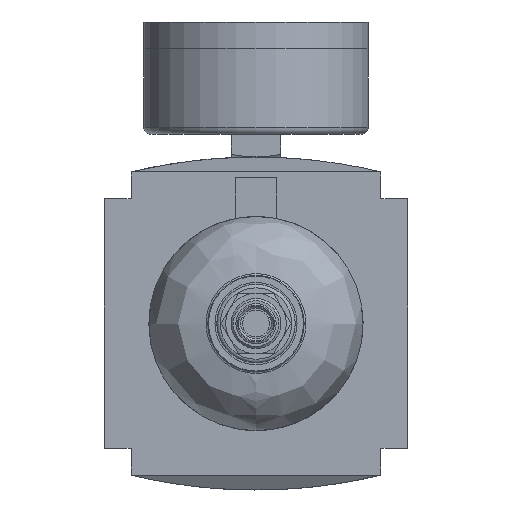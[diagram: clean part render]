
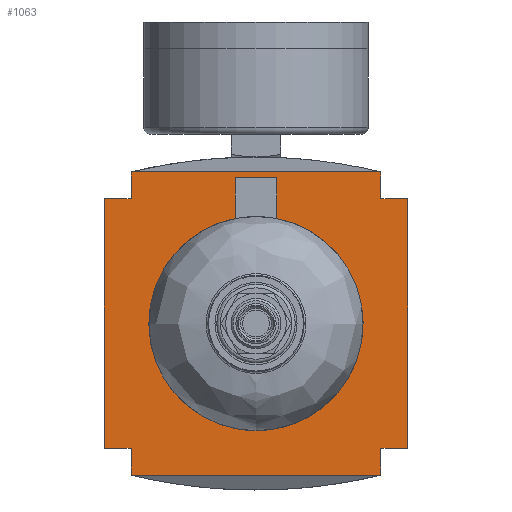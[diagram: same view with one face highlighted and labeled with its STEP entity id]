
A CAD part, front view. The second image highlights one B-rep face of the part: STEP entity #1063.
In plain terms, the highlighted planar face has unit normal (0, -1, 0).
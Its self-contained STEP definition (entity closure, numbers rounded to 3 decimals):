
#1063 = ADVANCED_FACE( '', ( #2461 ), #2462, .F. );
#2461 = FACE_OUTER_BOUND( '', #4234, .T. );
#2462 = PLANE( '', #4235 );
#4234 = EDGE_LOOP( '', ( #7131, #7132, #7133, #7134, #7135, #7136, #7137, #7138, #7139, #7140, #7141, #7142 ) );
#4235 = AXIS2_PLACEMENT_3D( '', #7143, #7144, #7145 );
#7131 = ORIENTED_EDGE( '', *, *, #11352, .F. );
#7132 = ORIENTED_EDGE( '', *, *, #11353, .F. );
#7133 = ORIENTED_EDGE( '', *, *, #11354, .F. );
#7134 = ORIENTED_EDGE( '', *, *, #11355, .T. );
#7135 = ORIENTED_EDGE( '', *, *, #11356, .F. );
#7136 = ORIENTED_EDGE( '', *, *, #11357, .T. );
#7137 = ORIENTED_EDGE( '', *, *, #11173, .F. );
#7138 = ORIENTED_EDGE( '', *, *, #10832, .T. );
#7139 = ORIENTED_EDGE( '', *, *, #10793, .T. );
#7140 = ORIENTED_EDGE( '', *, *, #11358, .F. );
#7141 = ORIENTED_EDGE( '', *, *, #11359, .F. );
#7142 = ORIENTED_EDGE( '', *, *, #11360, .T. );
#7143 = CARTESIAN_POINT( '', ( 0., -51., 103.36 ) );
#7144 = DIRECTION( '', ( 0., 1., 0. ) );
#7145 = DIRECTION( '', ( 0., 0., 1. ) );
#10793 = EDGE_CURVE( '', #13051, #13049, #13052, .T. );
#10832 = EDGE_CURVE( '', #13118, #13051, #13119, .T. );
#11173 = EDGE_CURVE( '', #13118, #13679, #13680, .T. );
#11352 = EDGE_CURVE( '', #13950, #13951, #13952, .T. );
#11353 = EDGE_CURVE( '', #13953, #13950, #13954, .T. );
#11354 = EDGE_CURVE( '', #13955, #13953, #13956, .T. );
#11355 = EDGE_CURVE( '', #13955, #13957, #13958, .T. );
#11356 = EDGE_CURVE( '', #13959, #13957, #13960, .T. );
#11357 = EDGE_CURVE( '', #13959, #13679, #13961, .T. );
#11358 = EDGE_CURVE( '', #13962, #13049, #13963, .T. );
#11359 = EDGE_CURVE( '', #13964, #13962, #13965, .T. );
#11360 = EDGE_CURVE( '', #13964, #13951, #13966, .T. );
#13049 = VERTEX_POINT( '', #16422 );
#13051 = VERTEX_POINT( '', #16425 );
#13052 = LINE( '', #16426, #16427 );
#13118 = VERTEX_POINT( '', #16540 );
#13119 = LINE( '', #16541, #16542 );
#13679 = VERTEX_POINT( '', #17436 );
#13680 = LINE( '', #17437, #17438 );
#13950 = VERTEX_POINT( '', #17989 );
#13951 = VERTEX_POINT( '', #17990 );
#13952 = LINE( '', #17991, #17992 );
#13953 = VERTEX_POINT( '', #17993 );
#13954 = LINE( '', #17994, #17995 );
#13955 = VERTEX_POINT( '', #17996 );
#13956 = LINE( '', #17997, #17998 );
#13957 = VERTEX_POINT( '', #17999 );
#13958 = LINE( '', #18000, #18001 );
#13959 = VERTEX_POINT( '', #18002 );
#13960 = LINE( '', #18003, #18004 );
#13961 = LINE( '', #18005, #18006 );
#13962 = VERTEX_POINT( '', #18007 );
#13963 = LINE( '', #18008, #18009 );
#13964 = VERTEX_POINT( '', #18010 );
#13965 = LINE( '', #18011, #18012 );
#13966 = LINE( '', #18013, #18014 );
#16422 = CARTESIAN_POINT( '', ( -42.5, -51., -35. ) );
#16425 = CARTESIAN_POINT( '', ( -42.5, -51., 35. ) );
#16426 = CARTESIAN_POINT( '', ( -42.5, -51., 35. ) );
#16427 = VECTOR( '', #20676, 1000. );
#16540 = CARTESIAN_POINT( '', ( -35., -51., 35. ) );
#16541 = CARTESIAN_POINT( '', ( 42.5, -51., 35. ) );
#16542 = VECTOR( '', #20722, 1000. );
#17436 = CARTESIAN_POINT( '', ( -35., -51., 42.5 ) );
#17437 = CARTESIAN_POINT( '', ( -35., -51., -42.5 ) );
#17438 = VECTOR( '', #21164, 1000. );
#17989 = CARTESIAN_POINT( '', ( 35., -51., -35. ) );
#17990 = CARTESIAN_POINT( '', ( 35., -51., -42.5 ) );
#17991 = CARTESIAN_POINT( '', ( 35., -51., 42.5 ) );
#17992 = VECTOR( '', #21361, 1000. );
#17993 = CARTESIAN_POINT( '', ( 42.5, -51., -35. ) );
#17994 = CARTESIAN_POINT( '', ( 42.5, -51., -35. ) );
#17995 = VECTOR( '', #21362, 1000. );
#17996 = CARTESIAN_POINT( '', ( 42.5, -51., 35. ) );
#17997 = CARTESIAN_POINT( '', ( 42.5, -51., 35. ) );
#17998 = VECTOR( '', #21363, 1000. );
#17999 = CARTESIAN_POINT( '', ( 35., -51., 35. ) );
#18000 = CARTESIAN_POINT( '', ( 42.5, -51., 35. ) );
#18001 = VECTOR( '', #21364, 1000. );
#18002 = CARTESIAN_POINT( '', ( 35., -51., 42.5 ) );
#18003 = CARTESIAN_POINT( '', ( 35., -51., 42.5 ) );
#18004 = VECTOR( '', #21365, 1000. );
#18005 = CARTESIAN_POINT( '', ( 0., -51., 42.5 ) );
#18006 = VECTOR( '', #21366, 1000. );
#18007 = CARTESIAN_POINT( '', ( -35., -51., -35. ) );
#18008 = CARTESIAN_POINT( '', ( 42.5, -51., -35. ) );
#18009 = VECTOR( '', #21367, 1000. );
#18010 = CARTESIAN_POINT( '', ( -35., -51., -42.5 ) );
#18011 = CARTESIAN_POINT( '', ( -35., -51., -42.5 ) );
#18012 = VECTOR( '', #21368, 1000. );
#18013 = CARTESIAN_POINT( '', ( 0., -51., -42.5 ) );
#18014 = VECTOR( '', #21369, 1000. );
#20676 = DIRECTION( '', ( 0., 0., -1. ) );
#20722 = DIRECTION( '', ( -1., 0., 0. ) );
#21164 = DIRECTION( '', ( 0., 0., 1. ) );
#21361 = DIRECTION( '', ( 0., 0., -1. ) );
#21362 = DIRECTION( '', ( -1., 0., 0. ) );
#21363 = DIRECTION( '', ( 0., 0., -1. ) );
#21364 = DIRECTION( '', ( -1., 0., 0. ) );
#21365 = DIRECTION( '', ( 0., 0., -1. ) );
#21366 = DIRECTION( '', ( -1., 0., 0. ) );
#21367 = DIRECTION( '', ( -1., 0., 0. ) );
#21368 = DIRECTION( '', ( 0., 0., 1. ) );
#21369 = DIRECTION( '', ( 1., 0., 0. ) );
